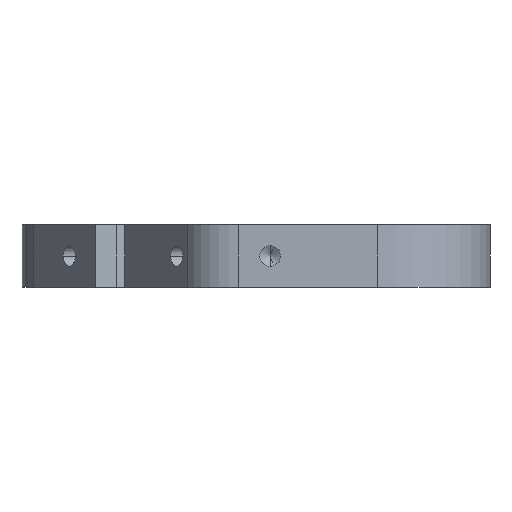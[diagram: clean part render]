
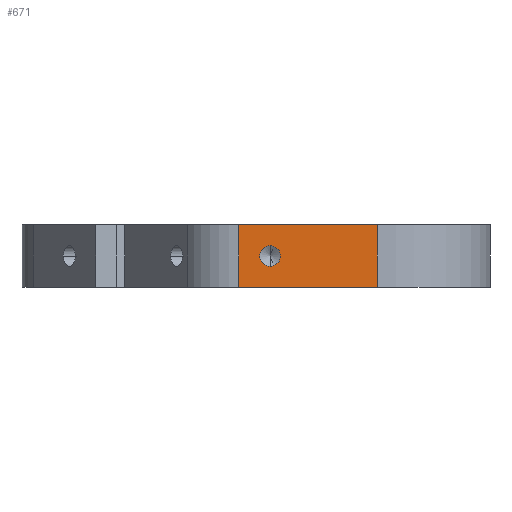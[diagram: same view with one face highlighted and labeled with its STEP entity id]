
A CAD part, left-side view. The second image highlights one B-rep face of the part: STEP entity #671.
In plain terms, the highlighted planar face has unit normal (-1, 0, 0).
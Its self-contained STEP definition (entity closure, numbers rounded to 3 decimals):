
#23 = CARTESIAN_POINT ( 'NONE',  ( -62., 6.25, 0. ) ) ;
#44 = DIRECTION ( 'NONE',  ( 0., 0., 1. ) ) ;
#175 = PLANE ( 'NONE',  #2286 ) ;
#214 = FACE_BOUND ( 'NONE', #1627, .T. ) ;
#256 = CARTESIAN_POINT ( 'NONE',  ( -62., 28.386, 10. ) ) ;
#274 = EDGE_CURVE ( 'NONE', #1564, #612, #2802, .T. ) ;
#308 = VERTEX_POINT ( 'NONE', #256 ) ;
#342 = VERTEX_POINT ( 'NONE', #23 ) ;
#413 = VECTOR ( 'NONE', #2683, 1000. ) ;
#439 = EDGE_CURVE ( 'NONE', #1474, #342, #2135, .T. ) ;
#445 = EDGE_CURVE ( 'NONE', #308, #1474, #2277, .T. ) ;
#485 = CARTESIAN_POINT ( 'NONE',  ( -62., 28.386, 10. ) ) ;
#612 = VERTEX_POINT ( 'NONE', #2545 ) ;
#615 = VECTOR ( 'NONE', #2476, 1000. ) ;
#671 = ADVANCED_FACE ( 'NONE', ( #214, #2429 ), #175, .T. ) ;
#736 = VECTOR ( 'NONE', #1648, 1000. ) ;
#859 = ORIENTED_EDGE ( 'NONE', *, *, #2720, .F. ) ;
#892 = ORIENTED_EDGE ( 'NONE', *, *, #1619, .F. ) ;
#925 = LINE ( 'NONE', #1583, #615 ) ;
#984 = AXIS2_PLACEMENT_3D ( 'NONE', #2684, #1793, #44 ) ;
#1014 = CARTESIAN_POINT ( 'NONE',  ( -62., 28.386, 10. ) ) ;
#1024 = EDGE_LOOP ( 'NONE', ( #2012, #859, #892, #2315 ) ) ;
#1038 = CIRCLE ( 'NONE', #984, 1.65 ) ;
#1176 = DIRECTION ( 'NONE',  ( 0., 0., -1. ) ) ;
#1198 = VERTEX_POINT ( 'NONE', #1859 ) ;
#1210 = CARTESIAN_POINT ( 'NONE',  ( -62., 23.386, 3.35 ) ) ;
#1300 = ORIENTED_EDGE ( 'NONE', *, *, #1967, .F. ) ;
#1353 = LINE ( 'NONE', #1014, #736 ) ;
#1474 = VERTEX_POINT ( 'NONE', #2302 ) ;
#1558 = DIRECTION ( 'NONE',  ( 0., 0., 1. ) ) ;
#1564 = VERTEX_POINT ( 'NONE', #1210 ) ;
#1583 = CARTESIAN_POINT ( 'NONE',  ( -62., 6.25, 10. ) ) ;
#1619 = EDGE_CURVE ( 'NONE', #308, #1198, #1353, .T. ) ;
#1627 = EDGE_LOOP ( 'NONE', ( #1300, #1727 ) ) ;
#1648 = DIRECTION ( 'NONE',  ( 0., -1., 0. ) ) ;
#1727 = ORIENTED_EDGE ( 'NONE', *, *, #274, .F. ) ;
#1755 = CARTESIAN_POINT ( 'NONE',  ( -62., 23.386, 5. ) ) ;
#1793 = DIRECTION ( 'NONE',  ( -1., 0., 0. ) ) ;
#1859 = CARTESIAN_POINT ( 'NONE',  ( -62., 6.25, 10. ) ) ;
#1967 = EDGE_CURVE ( 'NONE', #612, #1564, #1038, .T. ) ;
#2012 = ORIENTED_EDGE ( 'NONE', *, *, #439, .T. ) ;
#2098 = AXIS2_PLACEMENT_3D ( 'NONE', #1755, #2405, #1558 ) ;
#2101 = DIRECTION ( 'NONE',  ( 0., 0., -1. ) ) ;
#2125 = CARTESIAN_POINT ( 'NONE',  ( -62., 28.386, 10. ) ) ;
#2135 = LINE ( 'NONE', #2689, #413 ) ;
#2277 = LINE ( 'NONE', #485, #2524 ) ;
#2286 = AXIS2_PLACEMENT_3D ( 'NONE', #2125, #2773, #2101 ) ;
#2302 = CARTESIAN_POINT ( 'NONE',  ( -62., 28.386, 0. ) ) ;
#2315 = ORIENTED_EDGE ( 'NONE', *, *, #445, .T. ) ;
#2405 = DIRECTION ( 'NONE',  ( -1., 0., 0. ) ) ;
#2429 = FACE_OUTER_BOUND ( 'NONE', #1024, .T. ) ;
#2476 = DIRECTION ( 'NONE',  ( 0., 0., -1. ) ) ;
#2524 = VECTOR ( 'NONE', #1176, 1000. ) ;
#2545 = CARTESIAN_POINT ( 'NONE',  ( -62., 23.386, 6.65 ) ) ;
#2683 = DIRECTION ( 'NONE',  ( 0., -1., 0. ) ) ;
#2684 = CARTESIAN_POINT ( 'NONE',  ( -62., 23.386, 5. ) ) ;
#2689 = CARTESIAN_POINT ( 'NONE',  ( -62., 28.386, 0. ) ) ;
#2720 = EDGE_CURVE ( 'NONE', #1198, #342, #925, .T. ) ;
#2773 = DIRECTION ( 'NONE',  ( -1., 0., 0. ) ) ;
#2802 = CIRCLE ( 'NONE', #2098, 1.65 ) ;
